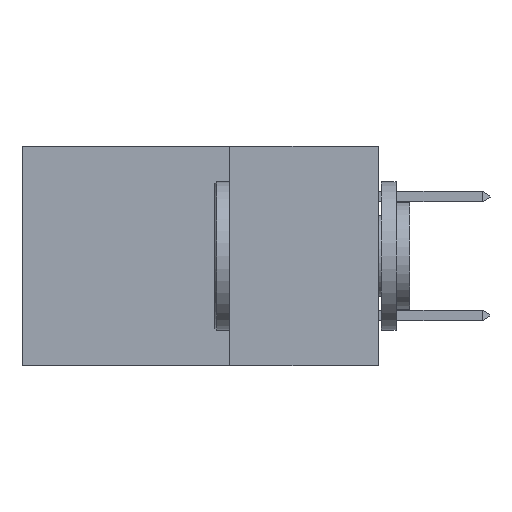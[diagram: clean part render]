
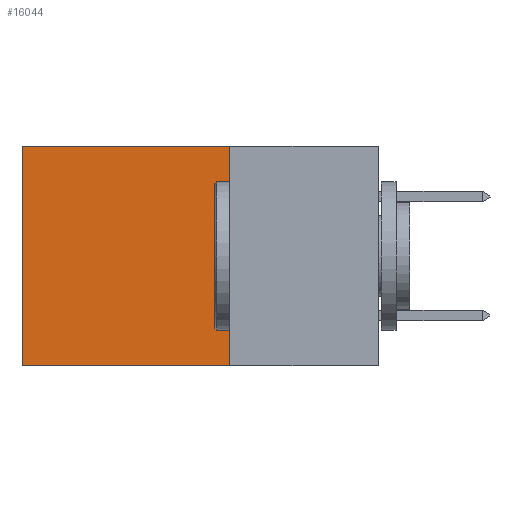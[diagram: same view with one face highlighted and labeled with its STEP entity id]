
A CAD part, left-side view. The second image highlights one B-rep face of the part: STEP entity #16044.
In plain terms, the highlighted planar face has unit normal (-1, 0, 0).
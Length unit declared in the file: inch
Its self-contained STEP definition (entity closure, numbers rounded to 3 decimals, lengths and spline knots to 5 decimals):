
#24 = VECTOR ( 'NONE', #2030, 39.37008 ) ;
#440 = LINE ( 'NONE', #5806, #24 ) ;
#510 = FACE_OUTER_BOUND ( 'NONE', #2365, .T. ) ;
#524 = DIRECTION ( 'NONE',  ( 0., 1., 0. ) ) ;
#592 = DIRECTION ( 'NONE',  ( 0., 0., -1. ) ) ;
#843 = CARTESIAN_POINT ( 'NONE',  ( 0.298, 0.25, -0.37 ) ) ;
#1166 = PLANE ( 'NONE',  #6592 ) ;
#1183 = DIRECTION ( 'NONE',  ( 0., 0., -1. ) ) ;
#1226 = EDGE_CURVE ( 'NONE', #8324, #12603, #16512, .T. ) ;
#2002 = ORIENTED_EDGE ( 'NONE', *, *, #4643, .F. ) ;
#2030 = DIRECTION ( 'NONE',  ( 0., 0., -1. ) ) ;
#2365 = EDGE_LOOP ( 'NONE', ( #15090, #10017, #2002, #14136 ) ) ;
#2528 = CARTESIAN_POINT ( 'NONE',  ( 0.298, 0.6, -0.37 ) ) ;
#4131 = CARTESIAN_POINT ( 'NONE',  ( 0.298, 0.25, 0. ) ) ;
#4643 = EDGE_CURVE ( 'NONE', #10176, #8324, #440, .T. ) ;
#4731 = VECTOR ( 'NONE', #524, 39.37008 ) ;
#5806 = CARTESIAN_POINT ( 'NONE',  ( 0.298, 0.25, 0. ) ) ;
#6150 = VECTOR ( 'NONE', #9867, 39.37008 ) ;
#6261 = EDGE_CURVE ( 'NONE', #10176, #13192, #6753, .T. ) ;
#6592 = AXIS2_PLACEMENT_3D ( 'NONE', #4131, #8504, #592 ) ;
#6753 = LINE ( 'NONE', #6899, #4731 ) ;
#6899 = CARTESIAN_POINT ( 'NONE',  ( 0.298, 0.25, 0. ) ) ;
#6935 = LINE ( 'NONE', #15214, #15305 ) ;
#7496 = CARTESIAN_POINT ( 'NONE',  ( 0.298, 0.25, -0.37 ) ) ;
#8324 = VERTEX_POINT ( 'NONE', #7496 ) ;
#8504 = DIRECTION ( 'NONE',  ( 1., 0., 0. ) ) ;
#8829 = CARTESIAN_POINT ( 'NONE',  ( 0.298, 0.25, 0. ) ) ;
#9867 = DIRECTION ( 'NONE',  ( 0., 1., 0. ) ) ;
#10017 = ORIENTED_EDGE ( 'NONE', *, *, #1226, .F. ) ;
#10176 = VERTEX_POINT ( 'NONE', #8829 ) ;
#12603 = VERTEX_POINT ( 'NONE', #2528 ) ;
#13192 = VERTEX_POINT ( 'NONE', #14151 ) ;
#14136 = ORIENTED_EDGE ( 'NONE', *, *, #6261, .T. ) ;
#14151 = CARTESIAN_POINT ( 'NONE',  ( 0.298, 0.6, 0. ) ) ;
#15090 = ORIENTED_EDGE ( 'NONE', *, *, #15574, .T. ) ;
#15214 = CARTESIAN_POINT ( 'NONE',  ( 0.298, 0.6, 0. ) ) ;
#15305 = VECTOR ( 'NONE', #1183, 39.37008 ) ;
#15574 = EDGE_CURVE ( 'NONE', #13192, #12603, #6935, .T. ) ;
#16044 = ADVANCED_FACE ( 'NONE', ( #510 ), #1166, .F. ) ;
#16512 = LINE ( 'NONE', #843, #6150 ) ;
